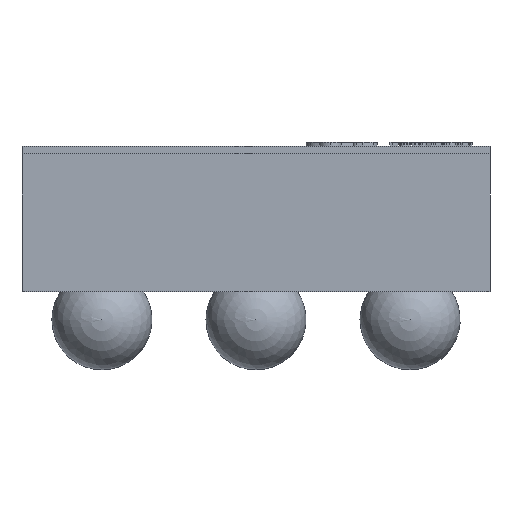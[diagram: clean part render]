
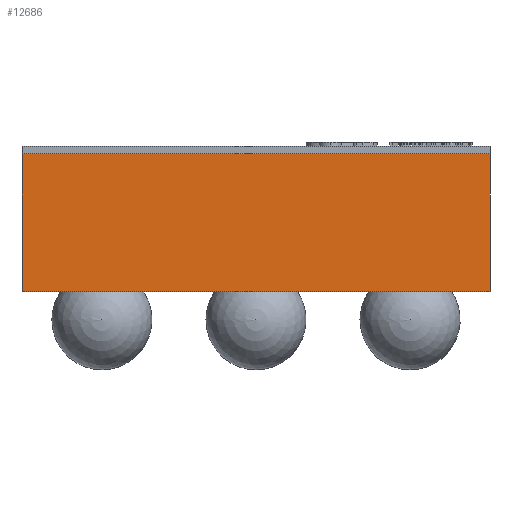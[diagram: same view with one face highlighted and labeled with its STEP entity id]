
A CAD part, front view. The second image highlights one B-rep face of the part: STEP entity #12686.
In plain terms, the highlighted planar face has unit normal (0, -1, 0).
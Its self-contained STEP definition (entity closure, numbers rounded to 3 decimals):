
#63 = CARTESIAN_POINT ( 'NONE',  ( 0.608, -0.607, 0. ) ) ;
#396 = VERTEX_POINT ( 'NONE', #10584 ) ;
#412 = VERTEX_POINT ( 'NONE', #63 ) ;
#526 = VECTOR ( 'NONE', #14077, 1000. ) ;
#801 = CARTESIAN_POINT ( 'NONE',  ( 0.608, -0.607, -0.358 ) ) ;
#1120 = LINE ( 'NONE', #5753, #526 ) ;
#1392 = VERTEX_POINT ( 'NONE', #5635 ) ;
#1871 = ORIENTED_EDGE ( 'NONE', *, *, #11390, .F. ) ;
#1999 = ORIENTED_EDGE ( 'NONE', *, *, #10956, .T. ) ;
#2280 = CARTESIAN_POINT ( 'NONE',  ( 0.608, -0.607, -0.358 ) ) ;
#2305 = DIRECTION ( 'NONE',  ( 0., 0., 1. ) ) ;
#2374 = ORIENTED_EDGE ( 'NONE', *, *, #15024, .F. ) ;
#3178 = AXIS2_PLACEMENT_3D ( 'NONE', #2280, #4495, #15183 ) ;
#3654 = VECTOR ( 'NONE', #2305, 1000. ) ;
#3966 = VERTEX_POINT ( 'NONE', #12999 ) ;
#4468 = LINE ( 'NONE', #9163, #9072 ) ;
#4495 = DIRECTION ( 'NONE',  ( 0., 1., 0. ) ) ;
#5482 = ORIENTED_EDGE ( 'NONE', *, *, #6107, .T. ) ;
#5635 = CARTESIAN_POINT ( 'NONE',  ( -0.607, -0.607, 0. ) ) ;
#5753 = CARTESIAN_POINT ( 'NONE',  ( 0.608, -0.607, 0. ) ) ;
#5767 = FACE_OUTER_BOUND ( 'NONE', #13451, .T. ) ;
#6107 = EDGE_CURVE ( 'NONE', #412, #1392, #1120, .T. ) ;
#9072 = VECTOR ( 'NONE', #13830, 1000. ) ;
#9163 = CARTESIAN_POINT ( 'NONE',  ( 0.608, -0.607, -0.358 ) ) ;
#10584 = CARTESIAN_POINT ( 'NONE',  ( -0.607, -0.607, -0.358 ) ) ;
#10956 = EDGE_CURVE ( 'NONE', #3966, #412, #11313, .T. ) ;
#11235 = DIRECTION ( 'NONE',  ( 0., 0., 1. ) ) ;
#11313 = LINE ( 'NONE', #801, #14720 ) ;
#11390 = EDGE_CURVE ( 'NONE', #396, #1392, #12830, .T. ) ;
#12686 = ADVANCED_FACE ( 'NONE', ( #5767 ), #15038, .F. ) ;
#12830 = LINE ( 'NONE', #14048, #3654 ) ;
#12999 = CARTESIAN_POINT ( 'NONE',  ( 0.608, -0.607, -0.358 ) ) ;
#13451 = EDGE_LOOP ( 'NONE', ( #5482, #1871, #2374, #1999 ) ) ;
#13830 = DIRECTION ( 'NONE',  ( -1., 0., 0. ) ) ;
#14048 = CARTESIAN_POINT ( 'NONE',  ( -0.607, -0.607, -0.358 ) ) ;
#14077 = DIRECTION ( 'NONE',  ( -1., 0., 0. ) ) ;
#14720 = VECTOR ( 'NONE', #11235, 1000. ) ;
#15024 = EDGE_CURVE ( 'NONE', #3966, #396, #4468, .T. ) ;
#15038 = PLANE ( 'NONE',  #3178 ) ;
#15183 = DIRECTION ( 'NONE',  ( 0., 0., 1. ) ) ;
